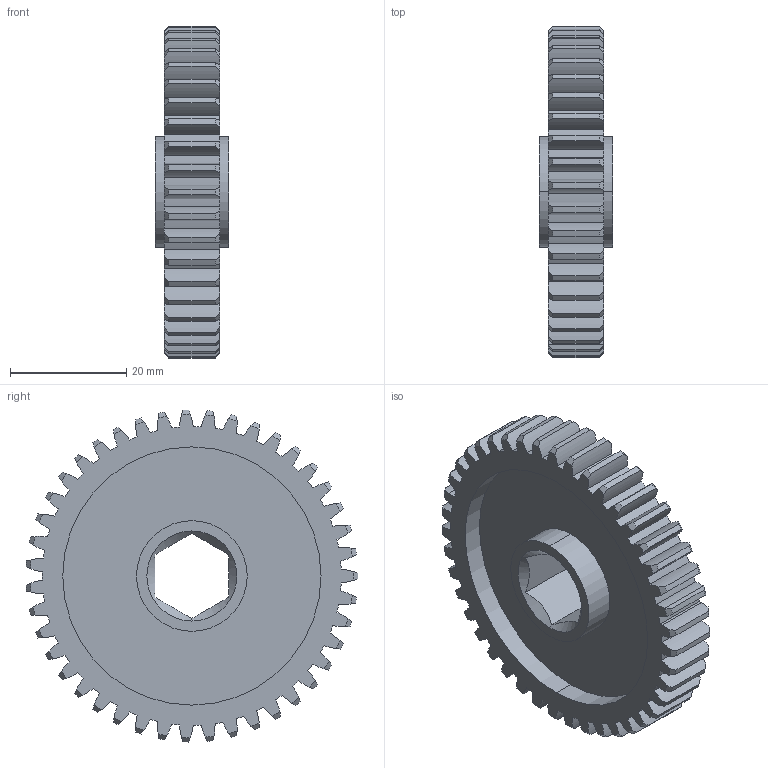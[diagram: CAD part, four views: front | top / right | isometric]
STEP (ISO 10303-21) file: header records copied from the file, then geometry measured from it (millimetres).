
FILE_DESCRIPTION (( 'STEP AP214' ), '1' );
FILE_NAME ('am-5151 43T 20DP 500hex 375 FW Aluminum.STEP', '2023-07-20T15:42:15', ( '' ), ( '' ), 'SwSTEP 2.0', 'SolidWorks 2022', '' );
FILE_SCHEMA (( 'AUTOMOTIVE_DESIGN' ));
Length unit declared in the file: inch
Products named in the file (1): am-5151 43T 20DP 500hex 375 FW Aluminum
Bounding box: 12.7 x 57.11 x 57.14 mm (x, y, z)
Volume: 12134.4 mm3; surface area: 9729.1 mm2
Topology: 1 solids, 1 shells, 286 faces, 836 edges, 556 vertices
Faces by surface type: cylinder 184, cone 90, plane 12
Entity records: 10058 total; most frequent: CARTESIAN_POINT 2341, DIRECTION 1680, ORIENTED_EDGE 1672, EDGE_CURVE 836, AXIS2_PLACEMENT_3D 743, VERTEX_POINT 556, CIRCLE 456, EDGE_LOOP 292
